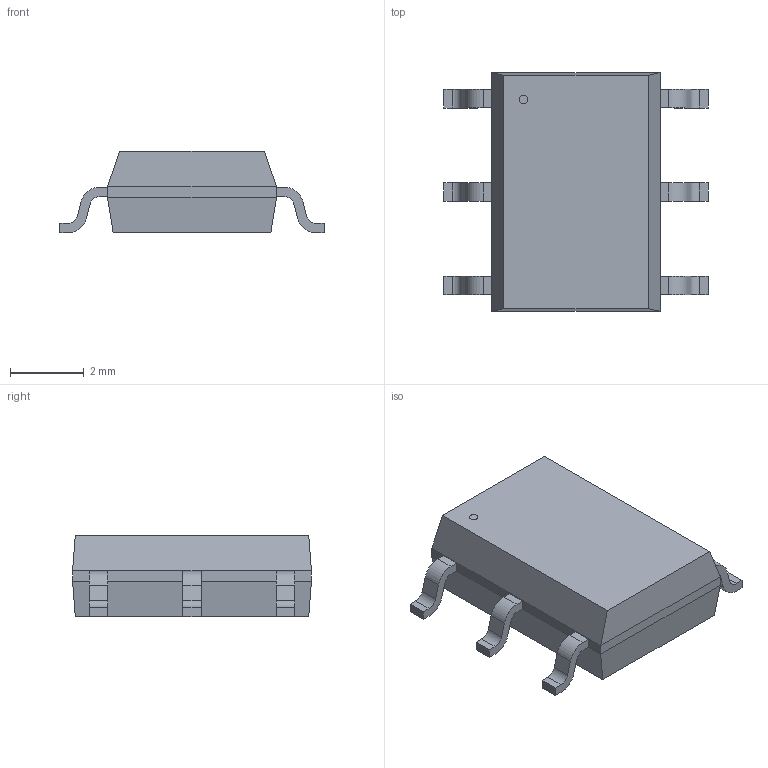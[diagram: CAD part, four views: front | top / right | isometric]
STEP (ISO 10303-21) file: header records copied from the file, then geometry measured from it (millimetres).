
FILE_DESCRIPTION(('STEP AP214'),'1');
FILE_NAME('AQV252G2S_PAN-L','2020-06-14T17:51:43',(''),(''),'','','');
FILE_SCHEMA(('AUTOMOTIVE_DESIGN'));
Length unit declared in the file: millimetre
Products named in the file (1): product
Bounding box: 7.19 x 6.5 x 2.21 mm (x, y, z)
Volume: 63.9 mm3; surface area: 119.8 mm2
Topology: 8 solids, 8 shells, 101 faces, 247 edges, 162 vertices
Faces by surface type: plane 76, cylinder 25
Full cylindrical faces by diameter (mm): 0.23 x1
Entity records: 2864 total; most frequent: DIRECTION 502, ORIENTED_EDGE 492, CARTESIAN_POINT 291, EDGE_CURVE 246, LINE 196, VECTOR 196, VERTEX_POINT 162, AXIS2_PLACEMENT_3D 153
